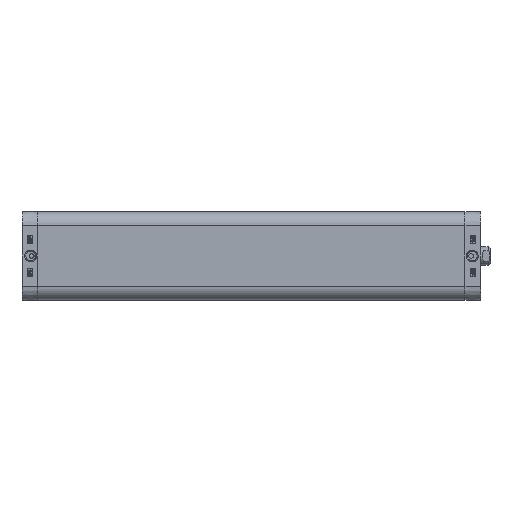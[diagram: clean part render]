
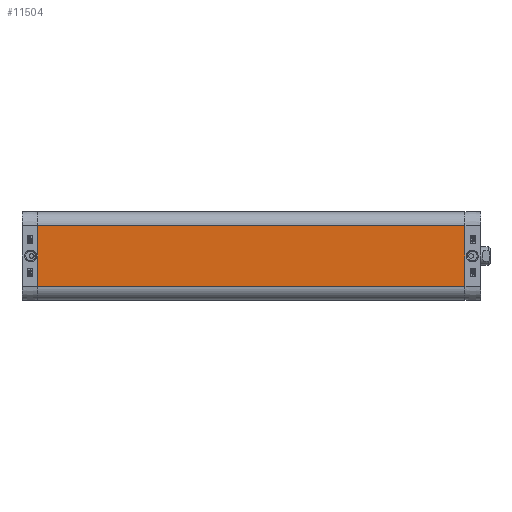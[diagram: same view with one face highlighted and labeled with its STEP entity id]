
A CAD part, left-side view. The second image highlights one B-rep face of the part: STEP entity #11504.
In plain terms, the highlighted planar face has unit normal (-1, 0, 0).
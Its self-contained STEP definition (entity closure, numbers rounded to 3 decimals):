
#5817=CARTESIAN_POINT('',(-38.5,-371.5,26.5));
#5818=VERTEX_POINT('',#5817);
#5825=CARTESIAN_POINT('',(-38.5,-371.5,-26.5));
#5826=VERTEX_POINT('',#5825);
#5827=CARTESIAN_POINT('',(-38.5,-371.5,-26.5));
#5828=DIRECTION('',(0.0,0.0,1.0));
#5829=VECTOR('',#5828,53.0);
#5830=LINE('',#5827,#5829);
#5831=EDGE_CURVE('',#5826,#5818,#5830,.T.);
#11462=CARTESIAN_POINT('',(-38.5,0.0,-26.5));
#11463=VERTEX_POINT('',#11462);
#11464=CARTESIAN_POINT('',(-38.5,0.0,-26.5));
#11465=DIRECTION('',(0.0,-1.0,0.0));
#11466=VECTOR('',#11465,371.5);
#11467=LINE('',#11464,#11466);
#11468=EDGE_CURVE('',#11463,#5826,#11467,.T.);
#11481=CARTESIAN_POINT('',(-38.5,0.0,-26.5));
#11482=DIRECTION('',(-1.0,0.0,0.0));
#11483=DIRECTION('',(0.0,0.0,1.0));
#11484=AXIS2_PLACEMENT_3D('',#11481,#11482,#11483);
#11485=PLANE('',#11484);
#11486=ORIENTED_EDGE('',*,*,#5831,.T.);
#11487=CARTESIAN_POINT('',(-38.5,0.0,26.5));
#11488=VERTEX_POINT('',#11487);
#11489=CARTESIAN_POINT('',(-38.5,0.0,26.5));
#11490=DIRECTION('',(0.0,-1.0,0.0));
#11491=VECTOR('',#11490,371.5);
#11492=LINE('',#11489,#11491);
#11493=EDGE_CURVE('',#11488,#5818,#11492,.T.);
#11494=ORIENTED_EDGE('',*,*,#11493,.F.);
#11495=CARTESIAN_POINT('',(-38.5,0.0,-26.5));
#11496=DIRECTION('',(0.0,0.0,1.0));
#11497=VECTOR('',#11496,53.0);
#11498=LINE('',#11495,#11497);
#11499=EDGE_CURVE('',#11463,#11488,#11498,.T.);
#11500=ORIENTED_EDGE('',*,*,#11499,.F.);
#11501=ORIENTED_EDGE('',*,*,#11468,.T.);
#11502=EDGE_LOOP('',(#11486,#11494,#11500,#11501));
#11503=FACE_OUTER_BOUND('',#11502,.T.);
#11504=ADVANCED_FACE('',(#11503),#11485,.T.);
